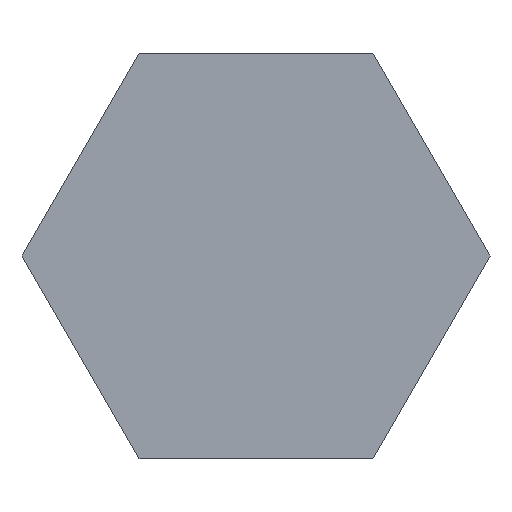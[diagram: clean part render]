
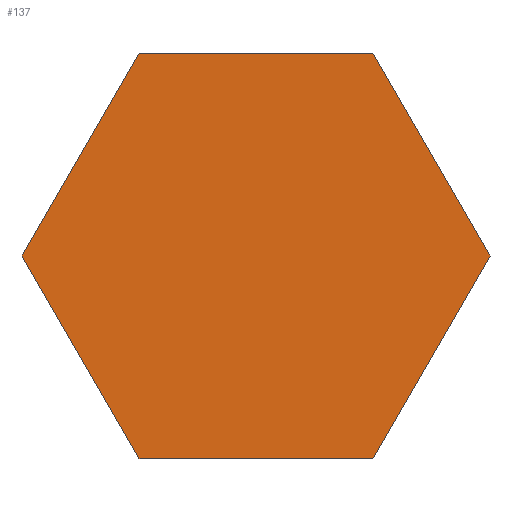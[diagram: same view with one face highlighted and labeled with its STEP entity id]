
A CAD part, front view. The second image highlights one B-rep face of the part: STEP entity #137.
In plain terms, the highlighted planar face has unit normal (0, -1, 0).
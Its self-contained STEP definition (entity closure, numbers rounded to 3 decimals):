
#1 = CARTESIAN_POINT ( 'NONE',  ( -14.434, 0., 25. ) ) ;
#26 = EDGE_CURVE ( 'NONE', #289, #141, #195, .T. ) ;
#35 = CARTESIAN_POINT ( 'NONE',  ( -14.434, 0., -25. ) ) ;
#45 = ORIENTED_EDGE ( 'NONE', *, *, #183, .F. ) ;
#49 = CARTESIAN_POINT ( 'NONE',  ( -28.868, 0., 0. ) ) ;
#51 = PLANE ( 'NONE',  #288 ) ;
#56 = DIRECTION ( 'NONE',  ( 0., 1., 0. ) ) ;
#73 = CARTESIAN_POINT ( 'NONE',  ( 14.434, 0., -25. ) ) ;
#77 = EDGE_CURVE ( 'NONE', #280, #289, #171, .T. ) ;
#78 = CARTESIAN_POINT ( 'NONE',  ( 28.868, 0., 0. ) ) ;
#89 = VERTEX_POINT ( 'NONE', #73 ) ;
#93 = DIRECTION ( 'NONE',  ( 0.5, 0., -0.866 ) ) ;
#95 = ORIENTED_EDGE ( 'NONE', *, *, #136, .F. ) ;
#98 = EDGE_CURVE ( 'NONE', #141, #176, #240, .T. ) ;
#101 = DIRECTION ( 'NONE',  ( 0., 0., 1. ) ) ;
#108 = VECTOR ( 'NONE', #151, 1000. ) ;
#112 = ORIENTED_EDGE ( 'NONE', *, *, #77, .F. ) ;
#116 = CARTESIAN_POINT ( 'NONE',  ( 14.434, 0., 25. ) ) ;
#131 = DIRECTION ( 'NONE',  ( -1., 0., 0. ) ) ;
#136 = EDGE_CURVE ( 'NONE', #176, #89, #147, .T. ) ;
#137 = ADVANCED_FACE ( 'NONE', ( #261 ), #51, .F. ) ;
#138 = VECTOR ( 'NONE', #145, 1000. ) ;
#141 = VERTEX_POINT ( 'NONE', #251 ) ;
#142 = ORIENTED_EDGE ( 'NONE', *, *, #26, .F. ) ;
#145 = DIRECTION ( 'NONE',  ( 0.5, 0., 0.866 ) ) ;
#147 = LINE ( 'NONE', #239, #231 ) ;
#151 = DIRECTION ( 'NONE',  ( 1., 0., 0. ) ) ;
#156 = VECTOR ( 'NONE', #226, 1000. ) ;
#159 = CARTESIAN_POINT ( 'NONE',  ( -28.868, 0., 0. ) ) ;
#165 = EDGE_CURVE ( 'NONE', #89, #178, #248, .T. ) ;
#171 = LINE ( 'NONE', #49, #138 ) ;
#174 = DIRECTION ( 'NONE',  ( -0.5, 0., -0.866 ) ) ;
#176 = VERTEX_POINT ( 'NONE', #78 ) ;
#178 = VERTEX_POINT ( 'NONE', #179 ) ;
#179 = CARTESIAN_POINT ( 'NONE',  ( -14.434, 0., -25. ) ) ;
#180 = VECTOR ( 'NONE', #93, 1000. ) ;
#183 = EDGE_CURVE ( 'NONE', #178, #280, #294, .T. ) ;
#185 = CARTESIAN_POINT ( 'NONE',  ( 14.434, 0., -25. ) ) ;
#195 = LINE ( 'NONE', #217, #108 ) ;
#197 = ORIENTED_EDGE ( 'NONE', *, *, #98, .F. ) ;
#215 = EDGE_LOOP ( 'NONE', ( #142, #112, #45, #263, #95, #197 ) ) ;
#217 = CARTESIAN_POINT ( 'NONE',  ( -14.434, 0., 25. ) ) ;
#226 = DIRECTION ( 'NONE',  ( -0.5, 0., 0.866 ) ) ;
#231 = VECTOR ( 'NONE', #174, 1000. ) ;
#239 = CARTESIAN_POINT ( 'NONE',  ( 28.868, 0., 0. ) ) ;
#240 = LINE ( 'NONE', #116, #180 ) ;
#245 = VECTOR ( 'NONE', #131, 1000. ) ;
#248 = LINE ( 'NONE', #185, #245 ) ;
#251 = CARTESIAN_POINT ( 'NONE',  ( 14.434, 0., 25. ) ) ;
#261 = FACE_OUTER_BOUND ( 'NONE', #215, .T. ) ;
#263 = ORIENTED_EDGE ( 'NONE', *, *, #165, .F. ) ;
#272 = CARTESIAN_POINT ( 'NONE',  ( 0., 0., 0. ) ) ;
#280 = VERTEX_POINT ( 'NONE', #159 ) ;
#288 = AXIS2_PLACEMENT_3D ( 'NONE', #272, #56, #101 ) ;
#289 = VERTEX_POINT ( 'NONE', #1 ) ;
#294 = LINE ( 'NONE', #35, #156 ) ;
